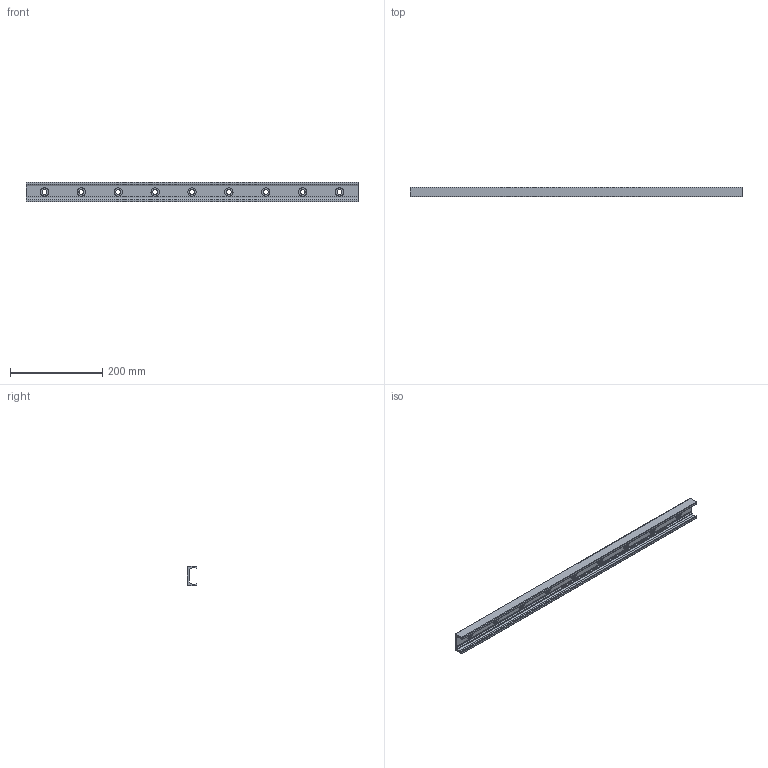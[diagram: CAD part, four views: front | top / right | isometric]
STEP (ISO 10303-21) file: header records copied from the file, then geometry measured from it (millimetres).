
FILE_DESCRIPTION((''),'2;1');
FILE_NAME('LCX 43-0720.C.stp','2016-04-28T09:22:04',('MRathmann'),(''),'Autodesk Inventor 2012','Autodesk Inventor 2012','');
FILE_SCHEMA(('CONFIG_CONTROL_DESIGN'));
Length unit declared in the file: millimetre
Products named in the file (1): LCX 43-0720.C
Bounding box: 720 x 21 x 43 mm (x, y, z)
Volume: 243007.9 mm3; surface area: 115876.2 mm2
Topology: 1 solids, 1 shells, 55 faces, 141 edges, 97 vertices
Faces by surface type: cylinder 31, plane 24
Full cylindrical faces by diameter (mm): 10.5 x9, 18 x9
Entity records: 1600 total; most frequent: DIRECTION 288, CARTESIAN_POINT 258, ORIENTED_EDGE 228, AXIS2_PLACEMENT_3D 118, EDGE_CURVE 114, EDGE_LOOP 100, VERTEX_POINT 88, CIRCLE 62
